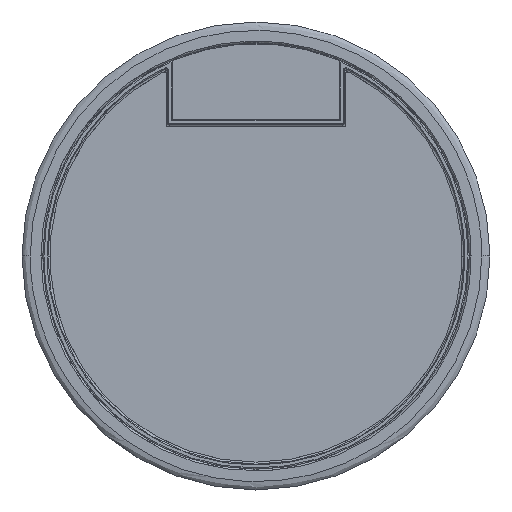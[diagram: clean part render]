
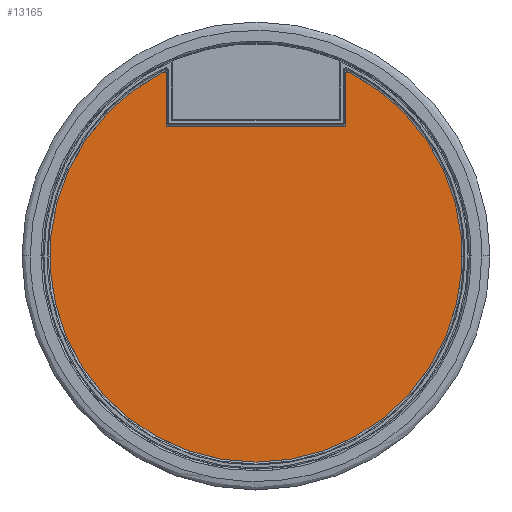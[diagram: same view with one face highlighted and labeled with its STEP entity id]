
A CAD part, top view. The second image highlights one B-rep face of the part: STEP entity #13165.
In plain terms, the highlighted face is planar.
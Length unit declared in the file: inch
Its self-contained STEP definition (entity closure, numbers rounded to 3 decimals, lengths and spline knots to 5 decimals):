
#1305 = VECTOR ( 'NONE', #2421, 39.37008 ) ;
#1832 = DIRECTION ( 'NONE',  ( 0., 0., -1. ) ) ;
#1991 = DIRECTION ( 'NONE',  ( 0., 1., 0. ) ) ;
#2261 = CARTESIAN_POINT ( 'NONE',  ( -2.22441, 0.19685, 3.20866 ) ) ;
#2341 = CARTESIAN_POINT ( 'NONE',  ( -2.22441, 0.19685, 0. ) ) ;
#2397 = CARTESIAN_POINT ( 'NONE',  ( 0., 0.19685, 3.20866 ) ) ;
#2410 = CARTESIAN_POINT ( 'NONE',  ( 0., 0.19685, -5.09843 ) ) ;
#2421 = DIRECTION ( 'NONE',  ( 0., 0., -1. ) ) ;
#3798 = EDGE_CURVE ( 'NONE', #37169, #4214, #7637, .T. ) ;
#4214 = VERTEX_POINT ( 'NONE', #15847 ) ;
#5426 = AXIS2_PLACEMENT_3D ( 'NONE', #36468, #19303, #1832 ) ;
#5894 = EDGE_CURVE ( 'NONE', #14808, #10464, #31304, .T. ) ;
#6704 = AXIS2_PLACEMENT_3D ( 'NONE', #19452, #1991, #22379 ) ;
#7588 = LINE ( 'NONE', #13462, #14480 ) ;
#7637 = CIRCLE ( 'NONE', #10226, 5.09843 ) ;
#8379 = CARTESIAN_POINT ( 'NONE',  ( 2.34417, 0.19685, 4.52756 ) ) ;
#9069 = VECTOR ( 'NONE', #19880, 39.37008 ) ;
#9379 = VECTOR ( 'NONE', #20550, 39.37008 ) ;
#9757 = CARTESIAN_POINT ( 'NONE',  ( 0., 0.19685, 4.52756 ) ) ;
#10034 = VERTEX_POINT ( 'NONE', #14871 ) ;
#10226 = AXIS2_PLACEMENT_3D ( 'NONE', #31758, #31630, #31543 ) ;
#10464 = VERTEX_POINT ( 'NONE', #2261 ) ;
#10675 = ORIENTED_EDGE ( 'NONE', *, *, #18673, .T. ) ;
#12228 = FACE_OUTER_BOUND ( 'NONE', #12569, .T. ) ;
#12569 = EDGE_LOOP ( 'NONE', ( #30239, #20473, #10675, #15606, #20394, #12950, #29330 ) ) ;
#12638 = EDGE_CURVE ( 'NONE', #10464, #10034, #25636, .T. ) ;
#12950 = ORIENTED_EDGE ( 'NONE', *, *, #22943, .T. ) ;
#13165 = ADVANCED_FACE ( 'NONE', ( #12228 ), #25187, .T. ) ;
#13462 = CARTESIAN_POINT ( 'NONE',  ( 2.22441, 0.19685, 0. ) ) ;
#13632 = VERTEX_POINT ( 'NONE', #8379 ) ;
#14480 = VECTOR ( 'NONE', #33667, 39.37008 ) ;
#14808 = VERTEX_POINT ( 'NONE', #37079 ) ;
#14871 = CARTESIAN_POINT ( 'NONE',  ( 2.22441, 0.19685, 3.20866 ) ) ;
#15606 = ORIENTED_EDGE ( 'NONE', *, *, #5894, .T. ) ;
#15847 = CARTESIAN_POINT ( 'NONE',  ( -2.34417, 0.19685, 4.52756 ) ) ;
#17611 = CARTESIAN_POINT ( 'NONE',  ( 0., 0.19685, 4.52756 ) ) ;
#18673 = EDGE_CURVE ( 'NONE', #4214, #14808, #25831, .T. ) ;
#19303 = DIRECTION ( 'NONE',  ( 0., 1., 0. ) ) ;
#19452 = CARTESIAN_POINT ( 'NONE',  ( 0., 0.19685, 0. ) ) ;
#19880 = DIRECTION ( 'NONE',  ( 1., 0., 0. ) ) ;
#20109 = EDGE_CURVE ( 'NONE', #13632, #37169, #27850, .T. ) ;
#20394 = ORIENTED_EDGE ( 'NONE', *, *, #12638, .T. ) ;
#20473 = ORIENTED_EDGE ( 'NONE', *, *, #3798, .T. ) ;
#20550 = DIRECTION ( 'NONE',  ( 1., 0., 0. ) ) ;
#22379 = DIRECTION ( 'NONE',  ( 0., 0., 1. ) ) ;
#22943 = EDGE_CURVE ( 'NONE', #10034, #36379, #7588, .T. ) ;
#24320 = DIRECTION ( 'NONE',  ( 1., 0., 0. ) ) ;
#25070 = LINE ( 'NONE', #9757, #31801 ) ;
#25187 = PLANE ( 'NONE',  #6704 ) ;
#25636 = LINE ( 'NONE', #2397, #9069 ) ;
#25831 = LINE ( 'NONE', #17611, #9379 ) ;
#27850 = CIRCLE ( 'NONE', #5426, 5.09843 ) ;
#29330 = ORIENTED_EDGE ( 'NONE', *, *, #29696, .T. ) ;
#29696 = EDGE_CURVE ( 'NONE', #36379, #13632, #25070, .T. ) ;
#30239 = ORIENTED_EDGE ( 'NONE', *, *, #20109, .T. ) ;
#31304 = LINE ( 'NONE', #2341, #1305 ) ;
#31543 = DIRECTION ( 'NONE',  ( 0., 0., -1. ) ) ;
#31630 = DIRECTION ( 'NONE',  ( 0., 1., 0. ) ) ;
#31758 = CARTESIAN_POINT ( 'NONE',  ( 0., 0.19685, 0. ) ) ;
#31801 = VECTOR ( 'NONE', #24320, 39.37008 ) ;
#33008 = CARTESIAN_POINT ( 'NONE',  ( 2.22441, 0.19685, 4.52756 ) ) ;
#33667 = DIRECTION ( 'NONE',  ( 0., 0., 1. ) ) ;
#36379 = VERTEX_POINT ( 'NONE', #33008 ) ;
#36468 = CARTESIAN_POINT ( 'NONE',  ( 0., 0.19685, 0. ) ) ;
#37079 = CARTESIAN_POINT ( 'NONE',  ( -2.22441, 0.19685, 4.52756 ) ) ;
#37169 = VERTEX_POINT ( 'NONE', #2410 ) ;
